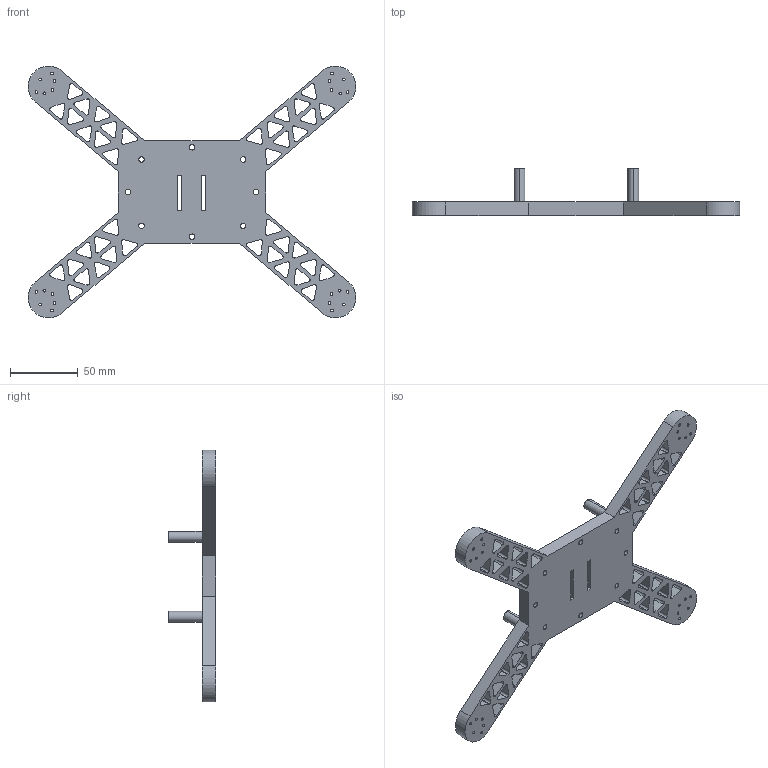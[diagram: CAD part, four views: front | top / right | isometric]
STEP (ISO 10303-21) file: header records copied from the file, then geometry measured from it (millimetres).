
FILE_DESCRIPTION (( 'STEP AP203' ), '1' );
FILE_NAME ('whole_batt_base_Default_sldprt.STEP', '2020-11-19T10:34:24', ( '' ), ( '' ), 'SwSTEP 2.0', 'SolidWorks 2019', '' );
FILE_SCHEMA (( 'CONFIG_CONTROL_DESIGN' ));
Length unit declared in the file: millimetre
Products named in the file (1): whole_batt_base_Default_sldprt
Bounding box: 241.85 x 35 x 185.83 mm (x, y, z)
Volume: 151700.1 mm3; surface area: 60570.6 mm2
Topology: 1 solids, 1 shells, 384 faces, 1134 edges, 756 vertices
Faces by surface type: cylinder 238, plane 146
Entity records: 13387 total; most frequent: DIRECTION 2380, CARTESIAN_POINT 2275, ORIENTED_EDGE 2268, EDGE_CURVE 1134, AXIS2_PLACEMENT_3D 861, VERTEX_POINT 756, LINE 658, VECTOR 658
